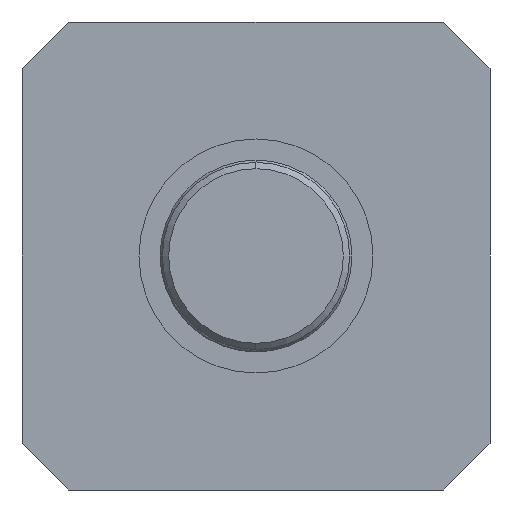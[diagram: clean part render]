
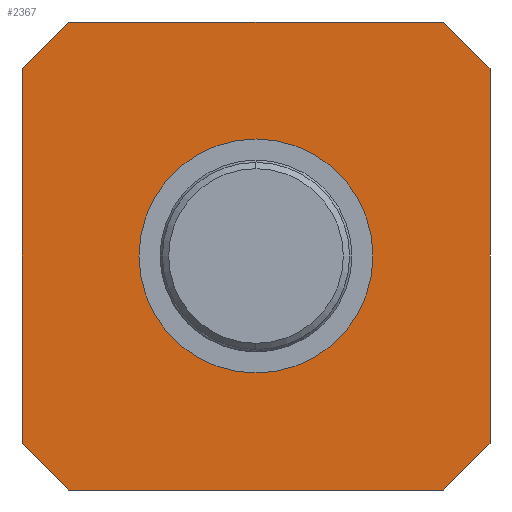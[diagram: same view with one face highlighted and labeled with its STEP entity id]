
A CAD part, left-side view. The second image highlights one B-rep face of the part: STEP entity #2367.
In plain terms, the highlighted face is planar.
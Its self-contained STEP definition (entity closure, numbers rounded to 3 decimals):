
#1809=DIRECTION('',(0.,0.,1.));
#1810=VECTOR('',#1809,16.);
#1811=CARTESIAN_POINT('',(-10.,2.9,-8.));
#1812=LINE('',#1811,#1810);
#1870=DIRECTION('',(0.,0.,-1.));
#1871=VECTOR('',#1870,16.);
#1872=CARTESIAN_POINT('',(10.,2.9,8.));
#1873=LINE('',#1872,#1871);
#1894=DIRECTION('',(0.707,0.,0.707));
#1895=VECTOR('',#1894,2.828);
#1896=CARTESIAN_POINT('',(8.,2.9,-10.));
#1897=LINE('',#1896,#1895);
#1927=DIRECTION('',(-1.,0.,0.));
#1928=VECTOR('',#1927,16.);
#1929=CARTESIAN_POINT('',(8.,2.9,-10.));
#1930=LINE('',#1929,#1928);
#1951=DIRECTION('',(0.707,0.,-0.707));
#1952=VECTOR('',#1951,2.828);
#1953=CARTESIAN_POINT('',(-10.,2.9,-8.));
#1954=LINE('',#1953,#1952);
#1965=CARTESIAN_POINT('',(0.,2.9,0.));
#1966=DIRECTION('',(0.,1.,0.));
#1967=DIRECTION('',(0.,0.,-1.));
#1968=AXIS2_PLACEMENT_3D('',#1965,#1966,#1967);
#1973=CARTESIAN_POINT('',(0.,2.9,0.));
#1974=DIRECTION('',(0.,1.,0.));
#1975=DIRECTION('',(0.,0.,1.));
#1976=AXIS2_PLACEMENT_3D('',#1973,#1974,#1975);
#2012=DIRECTION('',(-0.707,0.,-0.707));
#2013=VECTOR('',#2012,2.828);
#2014=CARTESIAN_POINT('',(-8.,2.9,10.));
#2015=LINE('',#2014,#2013);
#2045=DIRECTION('',(1.,0.,0.));
#2046=VECTOR('',#2045,16.);
#2047=CARTESIAN_POINT('',(-8.,2.9,10.));
#2048=LINE('',#2047,#2046);
#2069=DIRECTION('',(-0.707,0.,0.707));
#2070=VECTOR('',#2069,2.828);
#2071=CARTESIAN_POINT('',(10.,2.9,8.));
#2072=LINE('',#2071,#2070);
#2102=CARTESIAN_POINT('',(0.,2.9,-5.));
#2103=CARTESIAN_POINT('',(0.,2.9,5.));
#2104=VERTEX_POINT('',#2102);
#2105=VERTEX_POINT('',#2103);
#2118=CARTESIAN_POINT('',(10.,2.9,8.));
#2119=CARTESIAN_POINT('',(8.,2.9,10.));
#2120=VERTEX_POINT('',#2118);
#2121=VERTEX_POINT('',#2119);
#2122=CARTESIAN_POINT('',(-8.,2.9,10.));
#2123=CARTESIAN_POINT('',(-10.,2.9,8.));
#2124=VERTEX_POINT('',#2122);
#2125=VERTEX_POINT('',#2123);
#2126=CARTESIAN_POINT('',(-10.,2.9,-8.));
#2127=CARTESIAN_POINT('',(-8.,2.9,-10.));
#2128=VERTEX_POINT('',#2126);
#2129=VERTEX_POINT('',#2127);
#2130=CARTESIAN_POINT('',(8.,2.9,-10.));
#2131=CARTESIAN_POINT('',(10.,2.9,-8.));
#2132=VERTEX_POINT('',#2130);
#2133=VERTEX_POINT('',#2131);
#2343=CARTESIAN_POINT('',(0.,2.9,0.));
#2344=DIRECTION('',(0.,-1.,0.));
#2345=DIRECTION('',(0.,0.,-1.));
#2346=AXIS2_PLACEMENT_3D('',#2343,#2344,#2345);
#2347=PLANE('',#2346);
#2348=ORIENTED_EDGE('',*,*,#2245,.T.);
#2350=ORIENTED_EDGE('',*,*,#2349,.F.);
#2352=ORIENTED_EDGE('',*,*,#2351,.T.);
#2354=ORIENTED_EDGE('',*,*,#2353,.F.);
#2355=ORIENTED_EDGE('',*,*,#2295,.T.);
#2356=ORIENTED_EDGE('',*,*,#2310,.F.);
#2357=ORIENTED_EDGE('',*,*,#2324,.T.);
#2358=ORIENTED_EDGE('',*,*,#2337,.F.);
#2359=EDGE_LOOP('',(#2348,#2350,#2352,#2354,#2355,#2356,#2357,#2358));
#2360=FACE_OUTER_BOUND('',#2359,.F.);
#2362=ORIENTED_EDGE('',*,*,#2361,.F.);
#2364=ORIENTED_EDGE('',*,*,#2363,.F.);
#2365=EDGE_LOOP('',(#2362,#2364));
#2366=FACE_BOUND('',#2365,.F.);
#1969=CIRCLE('',#1968,5.);
#1977=CIRCLE('',#1976,5.);
#2245=EDGE_CURVE('',#2128,#2125,#1812,.T.);
#2295=EDGE_CURVE('',#2120,#2133,#1873,.T.);
#2310=EDGE_CURVE('',#2132,#2133,#1897,.T.);
#2324=EDGE_CURVE('',#2132,#2129,#1930,.T.);
#2337=EDGE_CURVE('',#2128,#2129,#1954,.T.);
#2349=EDGE_CURVE('',#2124,#2125,#2015,.T.);
#2351=EDGE_CURVE('',#2124,#2121,#2048,.T.);
#2353=EDGE_CURVE('',#2120,#2121,#2072,.T.);
#2361=EDGE_CURVE('',#2104,#2105,#1969,.T.);
#2363=EDGE_CURVE('',#2105,#2104,#1977,.T.);
#2367=ADVANCED_FACE('',(#2360,#2366),#2347,.T.);
